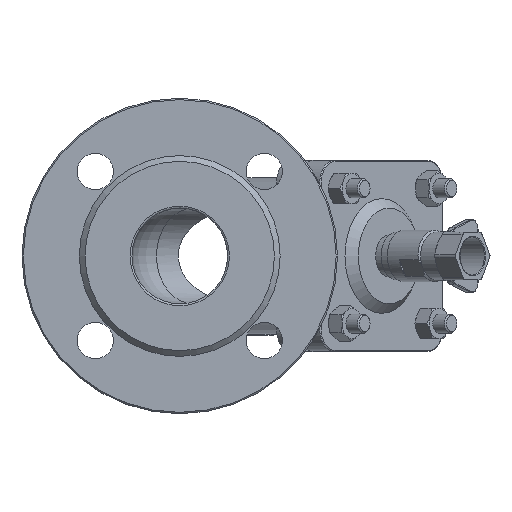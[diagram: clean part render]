
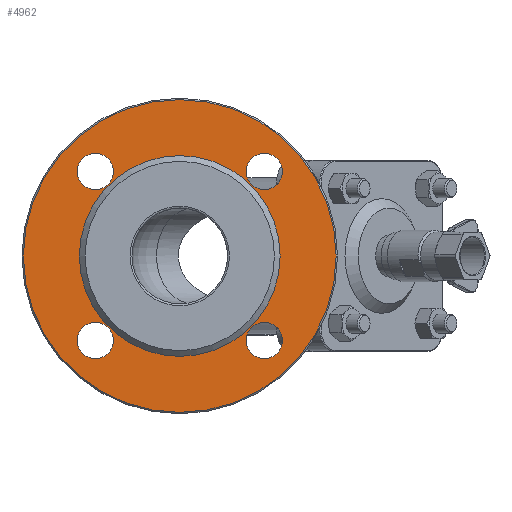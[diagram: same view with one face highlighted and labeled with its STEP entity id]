
A CAD part, left-side view. The second image highlights one B-rep face of the part: STEP entity #4962.
In plain terms, the highlighted planar face has unit normal (-1, 0, 0).
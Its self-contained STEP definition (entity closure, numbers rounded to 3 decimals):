
#99=PLANE('',#5417);
#207=FACE_BOUND('',#1470,.T.);
#208=FACE_BOUND('',#1471,.T.);
#209=FACE_BOUND('',#1472,.T.);
#210=FACE_BOUND('',#1473,.T.);
#211=FACE_BOUND('',#1474,.T.);
#1155=FACE_OUTER_BOUND('',#1469,.T.);
#1469=EDGE_LOOP('',(#3505));
#1470=EDGE_LOOP('',(#3506));
#1471=EDGE_LOOP('',(#3507));
#1472=EDGE_LOOP('',(#3508));
#1473=EDGE_LOOP('',(#3509));
#1474=EDGE_LOOP('',(#3510));
#1839=CIRCLE('',#5416,52.5);
#1840=CIRCLE('',#5418,81.8);
#1841=CIRCLE('',#5419,9.5);
#1842=CIRCLE('',#5420,9.5);
#1843=CIRCLE('',#5421,9.5);
#1844=CIRCLE('',#5422,9.5);
#2161=VERTEX_POINT('',#8483);
#2162=VERTEX_POINT('',#8487);
#2163=VERTEX_POINT('',#8489);
#2164=VERTEX_POINT('',#8491);
#2165=VERTEX_POINT('',#8493);
#2166=VERTEX_POINT('',#8495);
#2665=EDGE_CURVE('',#2161,#2161,#1839,.T.);
#2667=EDGE_CURVE('',#2162,#2162,#1840,.T.);
#2668=EDGE_CURVE('',#2163,#2163,#1841,.T.);
#2669=EDGE_CURVE('',#2164,#2164,#1842,.T.);
#2670=EDGE_CURVE('',#2165,#2165,#1843,.T.);
#2671=EDGE_CURVE('',#2166,#2166,#1844,.T.);
#3505=ORIENTED_EDGE('',*,*,#2667,.F.);
#3506=ORIENTED_EDGE('',*,*,#2668,.T.);
#3507=ORIENTED_EDGE('',*,*,#2669,.T.);
#3508=ORIENTED_EDGE('',*,*,#2670,.T.);
#3509=ORIENTED_EDGE('',*,*,#2671,.T.);
#3510=ORIENTED_EDGE('',*,*,#2665,.F.);
#4962=ADVANCED_FACE('',(#1155,#207,#208,#209,#210,#211),#99,.F.);
#5416=AXIS2_PLACEMENT_3D('',#8484,#6130,#6131);
#5417=AXIS2_PLACEMENT_3D('',#8486,#6133,#6134);
#5418=AXIS2_PLACEMENT_3D('',#8488,#6135,#6136);
#5419=AXIS2_PLACEMENT_3D('',#8490,#6137,#6138);
#5420=AXIS2_PLACEMENT_3D('',#8492,#6139,#6140);
#5421=AXIS2_PLACEMENT_3D('',#8494,#6141,#6142);
#5422=AXIS2_PLACEMENT_3D('',#8496,#6143,#6144);
#6130=DIRECTION('center_axis',(-1.,0.,0.));
#6131=DIRECTION('ref_axis',(0.,0.,1.));
#6133=DIRECTION('center_axis',(1.,0.,0.));
#6134=DIRECTION('ref_axis',(0.,0.,-1.));
#6135=DIRECTION('center_axis',(1.,0.,0.));
#6136=DIRECTION('ref_axis',(0.,1.,0.));
#6137=DIRECTION('center_axis',(1.,0.,0.));
#6138=DIRECTION('ref_axis',(0.,-1.,0.));
#6139=DIRECTION('center_axis',(1.,0.,0.));
#6140=DIRECTION('ref_axis',(0.,-1.,0.));
#6141=DIRECTION('center_axis',(1.,0.,0.));
#6142=DIRECTION('ref_axis',(0.,-1.,0.));
#6143=DIRECTION('center_axis',(1.,0.,0.));
#6144=DIRECTION('ref_axis',(0.,-1.,0.));
#8483=CARTESIAN_POINT('',(-209.,0.,-52.5));
#8484=CARTESIAN_POINT('Origin',(-209.,0.,0.));
#8486=CARTESIAN_POINT('Origin',(-209.,0.,0.));
#8487=CARTESIAN_POINT('',(-209.,-81.8,0.));
#8488=CARTESIAN_POINT('Origin',(-209.,0.,0.));
#8489=CARTESIAN_POINT('',(-209.,-34.694,-44.194));
#8490=CARTESIAN_POINT('Origin',(-209.,-44.194,-44.194));
#8491=CARTESIAN_POINT('',(-209.,-34.694,44.194));
#8492=CARTESIAN_POINT('Origin',(-209.,-44.194,44.194));
#8493=CARTESIAN_POINT('',(-209.,53.694,44.194));
#8494=CARTESIAN_POINT('Origin',(-209.,44.194,44.194));
#8495=CARTESIAN_POINT('',(-209.,53.694,-44.194));
#8496=CARTESIAN_POINT('Origin',(-209.,44.194,-44.194));
